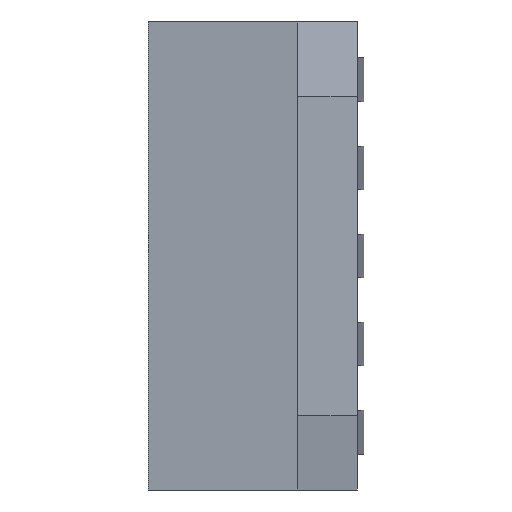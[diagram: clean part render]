
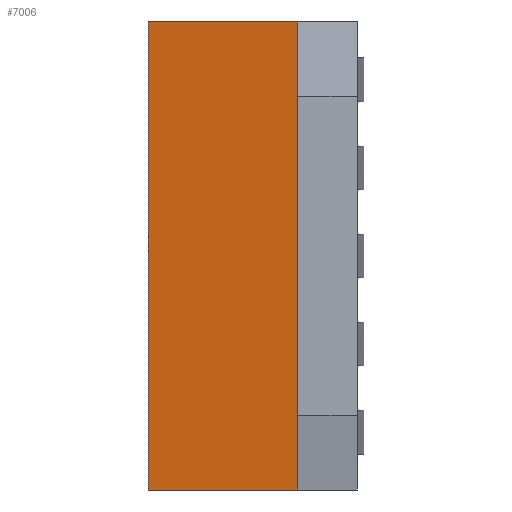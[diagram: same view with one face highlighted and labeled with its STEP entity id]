
A CAD part, left-side view. The second image highlights one B-rep face of the part: STEP entity #7006.
In plain terms, the highlighted planar face has unit normal (-0.993, 0.122, 0).
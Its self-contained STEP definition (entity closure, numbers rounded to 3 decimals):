
#109 = ORIENTED_EDGE ( 'NONE', *, *, #4487, .F. ) ;
#123 = DIRECTION ( 'NONE',  ( 0., 0., -1. ) ) ;
#185 = VECTOR ( 'NONE', #3161, 1000. ) ;
#479 = CARTESIAN_POINT ( 'NONE',  ( 0.409, 4.65, 0. ) ) ;
#552 = EDGE_CURVE ( 'NONE', #5601, #2694, #1446, .T. ) ;
#881 = DIRECTION ( 'NONE',  ( 0., 0., 1. ) ) ;
#1079 = VECTOR ( 'NONE', #123, 1000. ) ;
#1115 = DIRECTION ( 'NONE',  ( -0.122, -0.993, 0. ) ) ;
#1133 = VECTOR ( 'NONE', #3085, 1000. ) ;
#1446 = LINE ( 'NONE', #1749, #1079 ) ;
#1490 = EDGE_CURVE ( 'NONE', #2169, #5909, #2407, .T. ) ;
#1580 = EDGE_CURVE ( 'NONE', #5909, #3040, #5301, .T. ) ;
#1654 = FACE_OUTER_BOUND ( 'NONE', #6898, .T. ) ;
#1737 = CARTESIAN_POINT ( 'NONE',  ( 0.409, 4.65, 0. ) ) ;
#1749 = CARTESIAN_POINT ( 'NONE',  ( 0., 1.32, -10.41 ) ) ;
#2027 = VECTOR ( 'NONE', #4513, 1000. ) ;
#2046 = AXIS2_PLACEMENT_3D ( 'NONE', #4811, #6436, #881 ) ;
#2169 = VERTEX_POINT ( 'NONE', #4976 ) ;
#2234 = CARTESIAN_POINT ( 'NONE',  ( 0., 1.32, -8.705 ) ) ;
#2407 = LINE ( 'NONE', #4294, #185 ) ;
#2419 = LINE ( 'NONE', #4817, #1133 ) ;
#2694 = VERTEX_POINT ( 'NONE', #5782 ) ;
#3040 = VERTEX_POINT ( 'NONE', #479 ) ;
#3085 = DIRECTION ( 'NONE',  ( 0., 0., -1. ) ) ;
#3161 = DIRECTION ( 'NONE',  ( 0.122, 0.993, 0. ) ) ;
#3193 = ORIENTED_EDGE ( 'NONE', *, *, #1580, .F. ) ;
#3268 = LINE ( 'NONE', #1737, #3882 ) ;
#3633 = ORIENTED_EDGE ( 'NONE', *, *, #3786, .F. ) ;
#3786 = EDGE_CURVE ( 'NONE', #4666, #2169, #5341, .T. ) ;
#3882 = VECTOR ( 'NONE', #1115, 1000. ) ;
#4294 = CARTESIAN_POINT ( 'NONE',  ( -0.16, 0.02, -10.41 ) ) ;
#4487 = EDGE_CURVE ( 'NONE', #2694, #4666, #2419, .T. ) ;
#4513 = DIRECTION ( 'NONE',  ( 0., 0., -1. ) ) ;
#4536 = ORIENTED_EDGE ( 'NONE', *, *, #5809, .F. ) ;
#4659 = PLANE ( 'NONE',  #2046 ) ;
#4666 = VERTEX_POINT ( 'NONE', #2234 ) ;
#4734 = ORIENTED_EDGE ( 'NONE', *, *, #552, .F. ) ;
#4811 = CARTESIAN_POINT ( 'NONE',  ( 0.409, 4.65, -10.41 ) ) ;
#4817 = CARTESIAN_POINT ( 'NONE',  ( 0., 1.32, -8.705 ) ) ;
#4951 = VECTOR ( 'NONE', #6631, 1000. ) ;
#4976 = CARTESIAN_POINT ( 'NONE',  ( 0., 1.32, -10.41 ) ) ;
#5095 = CARTESIAN_POINT ( 'NONE',  ( 0., 1.32, -10.41 ) ) ;
#5301 = LINE ( 'NONE', #6606, #4951 ) ;
#5341 = LINE ( 'NONE', #5095, #2027 ) ;
#5601 = VERTEX_POINT ( 'NONE', #6524 ) ;
#5782 = CARTESIAN_POINT ( 'NONE',  ( 0., 1.32, -1.705 ) ) ;
#5809 = EDGE_CURVE ( 'NONE', #3040, #5601, #3268, .T. ) ;
#5909 = VERTEX_POINT ( 'NONE', #6944 ) ;
#6436 = DIRECTION ( 'NONE',  ( 0.993, -0.122, 0. ) ) ;
#6524 = CARTESIAN_POINT ( 'NONE',  ( 0., 1.32, 0. ) ) ;
#6606 = CARTESIAN_POINT ( 'NONE',  ( 0.409, 4.65, -10.41 ) ) ;
#6631 = DIRECTION ( 'NONE',  ( 0., 0., 1. ) ) ;
#6898 = EDGE_LOOP ( 'NONE', ( #109, #4734, #4536, #3193, #7029, #3633 ) ) ;
#6944 = CARTESIAN_POINT ( 'NONE',  ( 0.409, 4.65, -10.41 ) ) ;
#7006 = ADVANCED_FACE ( 'NONE', ( #1654 ), #4659, .F. ) ;
#7029 = ORIENTED_EDGE ( 'NONE', *, *, #1490, .F. ) ;
